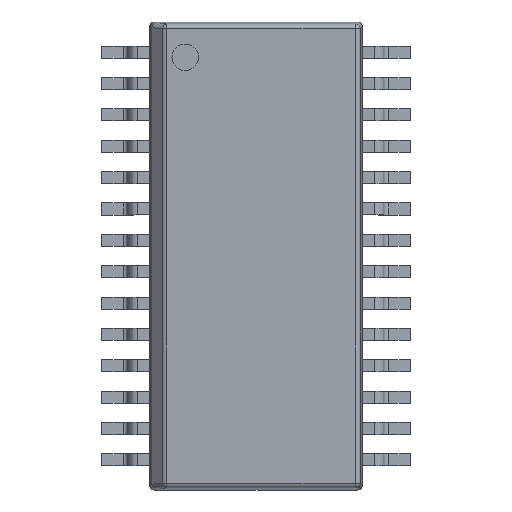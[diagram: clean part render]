
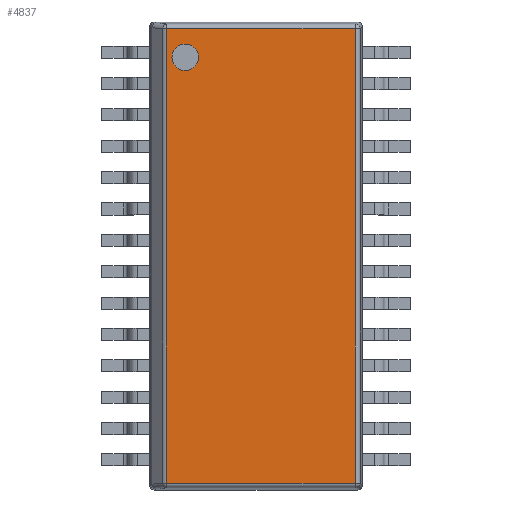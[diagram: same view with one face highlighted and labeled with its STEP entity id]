
A CAD part, top view. The second image highlights one B-rep face of the part: STEP entity #4837.
In plain terms, the highlighted planar face has unit normal (0, 0, 1).
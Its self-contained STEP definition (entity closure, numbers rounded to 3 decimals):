
#3992 = CYLINDRICAL_SURFACE('',#3993,0.1);
#3993 = AXIS2_PLACEMENT_3D('',#3994,#3995,#3996);
#3994 = CARTESIAN_POINT('',(0.3,9.557,1.1));
#3995 = DIRECTION('',(1.,0.,0.));
#3996 = DIRECTION('',(-0.,0.995,0.105));
#4193 = CYLINDRICAL_SURFACE('',#4194,0.1);
#4194 = AXIS2_PLACEMENT_3D('',#4195,#4196,#4197);
#4195 = CARTESIAN_POINT('',(0.3,0.143,1.1));
#4196 = DIRECTION('',(1.,-0.,0.));
#4197 = DIRECTION('',(-0.,-0.995,0.105));
#4294 = CYLINDRICAL_SURFACE('',#4295,0.1);
#4295 = AXIS2_PLACEMENT_3D('',#4296,#4297,#4298);
#4296 = CARTESIAN_POINT('',(0.341,0.053,1.1));
#4297 = DIRECTION('',(0.,1.,0.));
#4298 = DIRECTION('',(-0.707,0.,0.707));
#4455 = VERTEX_POINT('',#4456);
#4456 = CARTESIAN_POINT('',(0.341,9.557,1.2));
#4489 = EDGE_CURVE('',#4455,#4490,#4492,.T.);
#4490 = VERTEX_POINT('',#4491);
#4491 = CARTESIAN_POINT('',(4.257,9.557,1.2));
#4492 = SURFACE_CURVE('',#4493,(#4497,#4504),.PCURVE_S1.);
#4493 = LINE('',#4494,#4495);
#4494 = CARTESIAN_POINT('',(0.3,9.557,1.2));
#4495 = VECTOR('',#4496,1.);
#4496 = DIRECTION('',(1.,0.,0.));
#4497 = PCURVE('',#3992,#4498);
#4498 = DEFINITIONAL_REPRESENTATION('',(#4499),#4503);
#4499 = LINE('',#4500,#4501);
#4500 = CARTESIAN_POINT('',(1.466,0.));
#4501 = VECTOR('',#4502,1.);
#4502 = DIRECTION('',(0.,1.));
#4503 = ( GEOMETRIC_REPRESENTATION_CONTEXT(2) 
PARAMETRIC_REPRESENTATION_CONTEXT() REPRESENTATION_CONTEXT('2D SPACE',''
  ) );
#4504 = PCURVE('',#4505,#4510);
#4505 = PLANE('',#4506);
#4506 = AXIS2_PLACEMENT_3D('',#4507,#4508,#4509);
#4507 = CARTESIAN_POINT('',(0.,0.,1.2));
#4508 = DIRECTION('',(0.,0.,1.));
#4509 = DIRECTION('',(1.,0.,-0.));
#4510 = DEFINITIONAL_REPRESENTATION('',(#4511),#4515);
#4511 = LINE('',#4512,#4513);
#4512 = CARTESIAN_POINT('',(0.3,9.557));
#4513 = VECTOR('',#4514,1.);
#4514 = DIRECTION('',(1.,0.));
#4515 = ( GEOMETRIC_REPRESENTATION_CONTEXT(2) 
PARAMETRIC_REPRESENTATION_CONTEXT() REPRESENTATION_CONTEXT('2D SPACE',''
  ) );
#4633 = VERTEX_POINT('',#4634);
#4634 = CARTESIAN_POINT('',(0.341,0.143,1.2));
#4667 = EDGE_CURVE('',#4633,#4668,#4670,.T.);
#4668 = VERTEX_POINT('',#4669);
#4669 = CARTESIAN_POINT('',(4.257,0.143,1.2));
#4670 = SURFACE_CURVE('',#4671,(#4675,#4682),.PCURVE_S1.);
#4671 = LINE('',#4672,#4673);
#4672 = CARTESIAN_POINT('',(0.3,0.143,1.2));
#4673 = VECTOR('',#4674,1.);
#4674 = DIRECTION('',(1.,-0.,0.));
#4675 = PCURVE('',#4193,#4676);
#4676 = DEFINITIONAL_REPRESENTATION('',(#4677),#4681);
#4677 = LINE('',#4678,#4679);
#4678 = CARTESIAN_POINT('',(-1.466,0.));
#4679 = VECTOR('',#4680,1.);
#4680 = DIRECTION('',(-0.,1.));
#4681 = ( GEOMETRIC_REPRESENTATION_CONTEXT(2) 
PARAMETRIC_REPRESENTATION_CONTEXT() REPRESENTATION_CONTEXT('2D SPACE',''
  ) );
#4682 = PCURVE('',#4505,#4683);
#4683 = DEFINITIONAL_REPRESENTATION('',(#4684),#4688);
#4684 = LINE('',#4685,#4686);
#4685 = CARTESIAN_POINT('',(0.3,0.143));
#4686 = VECTOR('',#4687,1.);
#4687 = DIRECTION('',(1.,0.));
#4688 = ( GEOMETRIC_REPRESENTATION_CONTEXT(2) 
PARAMETRIC_REPRESENTATION_CONTEXT() REPRESENTATION_CONTEXT('2D SPACE',''
  ) );
#4733 = EDGE_CURVE('',#4633,#4455,#4734,.T.);
#4734 = SURFACE_CURVE('',#4735,(#4739,#4746),.PCURVE_S1.);
#4735 = LINE('',#4736,#4737);
#4736 = CARTESIAN_POINT('',(0.341,0.053,1.2));
#4737 = VECTOR('',#4738,1.);
#4738 = DIRECTION('',(0.,1.,0.));
#4739 = PCURVE('',#4294,#4740);
#4740 = DEFINITIONAL_REPRESENTATION('',(#4741),#4745);
#4741 = LINE('',#4742,#4743);
#4742 = CARTESIAN_POINT('',(0.785,0.));
#4743 = VECTOR('',#4744,1.);
#4744 = DIRECTION('',(0.,1.));
#4745 = ( GEOMETRIC_REPRESENTATION_CONTEXT(2) 
PARAMETRIC_REPRESENTATION_CONTEXT() REPRESENTATION_CONTEXT('2D SPACE',''
  ) );
#4746 = PCURVE('',#4505,#4747);
#4747 = DEFINITIONAL_REPRESENTATION('',(#4748),#4752);
#4748 = LINE('',#4749,#4750);
#4749 = CARTESIAN_POINT('',(0.341,0.053));
#4750 = VECTOR('',#4751,1.);
#4751 = DIRECTION('',(0.,1.));
#4752 = ( GEOMETRIC_REPRESENTATION_CONTEXT(2) 
PARAMETRIC_REPRESENTATION_CONTEXT() REPRESENTATION_CONTEXT('2D SPACE',''
  ) );
#4794 = CYLINDRICAL_SURFACE('',#4795,0.1);
#4795 = AXIS2_PLACEMENT_3D('',#4796,#4797,#4798);
#4796 = CARTESIAN_POINT('',(4.257,0.053,1.1));
#4797 = DIRECTION('',(0.,1.,-0.));
#4798 = DIRECTION('',(0.995,0.,0.105));
#4837 = ADVANCED_FACE('',(#4838,#4864),#4505,.T.);
#4838 = FACE_BOUND('',#4839,.T.);
#4839 = EDGE_LOOP('',(#4840,#4841,#4842,#4843));
#4840 = ORIENTED_EDGE('',*,*,#4489,.F.);
#4841 = ORIENTED_EDGE('',*,*,#4733,.F.);
#4842 = ORIENTED_EDGE('',*,*,#4667,.T.);
#4843 = ORIENTED_EDGE('',*,*,#4844,.T.);
#4844 = EDGE_CURVE('',#4668,#4490,#4845,.T.);
#4845 = SURFACE_CURVE('',#4846,(#4850,#4857),.PCURVE_S1.);
#4846 = LINE('',#4847,#4848);
#4847 = CARTESIAN_POINT('',(4.257,0.053,1.2));
#4848 = VECTOR('',#4849,1.);
#4849 = DIRECTION('',(0.,1.,-0.));
#4850 = PCURVE('',#4505,#4851);
#4851 = DEFINITIONAL_REPRESENTATION('',(#4852),#4856);
#4852 = LINE('',#4853,#4854);
#4853 = CARTESIAN_POINT('',(4.257,0.053));
#4854 = VECTOR('',#4855,1.);
#4855 = DIRECTION('',(0.,1.));
#4856 = ( GEOMETRIC_REPRESENTATION_CONTEXT(2) 
PARAMETRIC_REPRESENTATION_CONTEXT() REPRESENTATION_CONTEXT('2D SPACE',''
  ) );
#4857 = PCURVE('',#4794,#4858);
#4858 = DEFINITIONAL_REPRESENTATION('',(#4859),#4863);
#4859 = LINE('',#4860,#4861);
#4860 = CARTESIAN_POINT('',(-1.466,0.));
#4861 = VECTOR('',#4862,1.);
#4862 = DIRECTION('',(-0.,1.));
#4863 = ( GEOMETRIC_REPRESENTATION_CONTEXT(2) 
PARAMETRIC_REPRESENTATION_CONTEXT() REPRESENTATION_CONTEXT('2D SPACE',''
  ) );
#4864 = FACE_BOUND('',#4865,.T.);
#4865 = EDGE_LOOP('',(#4866));
#4866 = ORIENTED_EDGE('',*,*,#4867,.F.);
#4867 = EDGE_CURVE('',#4868,#4868,#4870,.T.);
#4868 = VERTEX_POINT('',#4869);
#4869 = CARTESIAN_POINT('',(1.008,8.967,1.2));
#4870 = SURFACE_CURVE('',#4871,(#4876,#4883),.PCURVE_S1.);
#4871 = CIRCLE('',#4872,0.275);
#4872 = AXIS2_PLACEMENT_3D('',#4873,#4874,#4875);
#4873 = CARTESIAN_POINT('',(0.733,8.967,1.2));
#4874 = DIRECTION('',(0.,0.,1.));
#4875 = DIRECTION('',(1.,0.,-0.));
#4876 = PCURVE('',#4505,#4877);
#4877 = DEFINITIONAL_REPRESENTATION('',(#4878),#4882);
#4878 = CIRCLE('',#4879,0.275);
#4879 = AXIS2_PLACEMENT_2D('',#4880,#4881);
#4880 = CARTESIAN_POINT('',(0.733,8.967));
#4881 = DIRECTION('',(1.,0.));
#4882 = ( GEOMETRIC_REPRESENTATION_CONTEXT(2) 
PARAMETRIC_REPRESENTATION_CONTEXT() REPRESENTATION_CONTEXT('2D SPACE',''
  ) );
#4883 = PCURVE('',#4884,#4889);
#4884 = CYLINDRICAL_SURFACE('',#4885,0.275);
#4885 = AXIS2_PLACEMENT_3D('',#4886,#4887,#4888);
#4886 = CARTESIAN_POINT('',(0.733,8.967,1.1));
#4887 = DIRECTION('',(0.,0.,1.));
#4888 = DIRECTION('',(1.,0.,-0.));
#4889 = DEFINITIONAL_REPRESENTATION('',(#4890),#4894);
#4890 = LINE('',#4891,#4892);
#4891 = CARTESIAN_POINT('',(0.,0.1));
#4892 = VECTOR('',#4893,1.);
#4893 = DIRECTION('',(1.,0.));
#4894 = ( GEOMETRIC_REPRESENTATION_CONTEXT(2) 
PARAMETRIC_REPRESENTATION_CONTEXT() REPRESENTATION_CONTEXT('2D SPACE',''
  ) );
